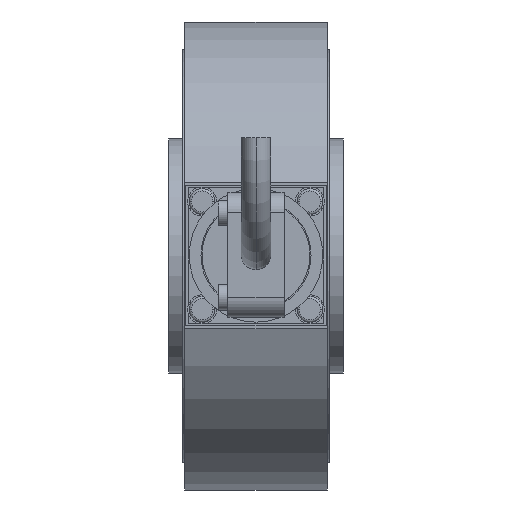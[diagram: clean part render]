
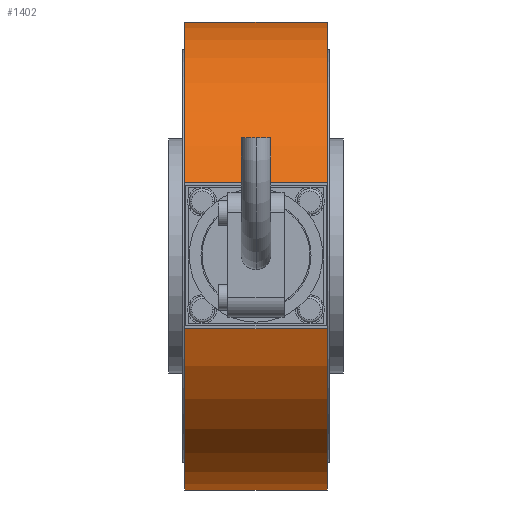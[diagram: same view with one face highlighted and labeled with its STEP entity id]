
A CAD part, top view. The second image highlights one B-rep face of the part: STEP entity #1402.
In plain terms, the highlighted cylindrical face has radius 50 mm (diameter 100 mm), a partial arc.
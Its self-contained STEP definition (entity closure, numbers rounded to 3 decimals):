
#1328=CARTESIAN_POINT('',(15.612,47.5,-15.25));
#1329=VERTEX_POINT('',#1328);
#1330=CARTESIAN_POINT('',(-15.612,47.5,-15.25));
#1331=VERTEX_POINT('',#1330);
#1338=CARTESIAN_POINT('',(-15.612,47.5,15.25));
#1339=VERTEX_POINT('',#1338);
#1340=CARTESIAN_POINT('',(-15.612,47.5,15.25));
#1341=DIRECTION('',(0.0,0.0,-1.0));
#1342=VECTOR('',#1341,30.5);
#1343=LINE('',#1340,#1342);
#1344=EDGE_CURVE('',#1339,#1331,#1343,.T.);
#1346=CARTESIAN_POINT('',(15.612,47.5,15.25));
#1347=VERTEX_POINT('',#1346);
#1354=CARTESIAN_POINT('',(15.612,47.5,-15.25));
#1355=DIRECTION('',(0.0,0.0,1.0));
#1356=VECTOR('',#1355,30.5);
#1357=LINE('',#1354,#1356);
#1358=EDGE_CURVE('',#1329,#1347,#1357,.T.);
#1379=CARTESIAN_POINT('',(0.,0.0,0.0));
#1380=DIRECTION('',(0.0,0.0,-1.0));
#1381=DIRECTION('',(1.0,0.0,0.0));
#1382=AXIS2_PLACEMENT_3D('',#1379,#1380,#1381);
#1383=CYLINDRICAL_SURFACE('',#1382,50.);
#1384=CARTESIAN_POINT('',(0.,0.0,-15.25));
#1385=DIRECTION('',(0.0,0.0,1.0));
#1386=DIRECTION('',(1.0,0.0,0.0));
#1387=AXIS2_PLACEMENT_3D('',#1384,#1385,#1386);
#1388=CIRCLE('',#1387,50.);
#1389=EDGE_CURVE('',#1331,#1329,#1388,.T.);
#1390=ORIENTED_EDGE('',*,*,#1389,.T.);
#1391=ORIENTED_EDGE('',*,*,#1358,.T.);
#1392=CARTESIAN_POINT('',(0.,0.0,15.25));
#1393=DIRECTION('',(0.0,0.0,-1.0));
#1394=DIRECTION('',(1.0,0.0,0.0));
#1395=AXIS2_PLACEMENT_3D('',#1392,#1393,#1394);
#1396=CIRCLE('',#1395,50.);
#1397=EDGE_CURVE('',#1347,#1339,#1396,.T.);
#1398=ORIENTED_EDGE('',*,*,#1397,.T.);
#1399=ORIENTED_EDGE('',*,*,#1344,.T.);
#1400=EDGE_LOOP('',(#1390,#1391,#1398,#1399));
#1401=FACE_OUTER_BOUND('',#1400,.T.);
#1402=ADVANCED_FACE('',(#1401),#1383,.T.);
